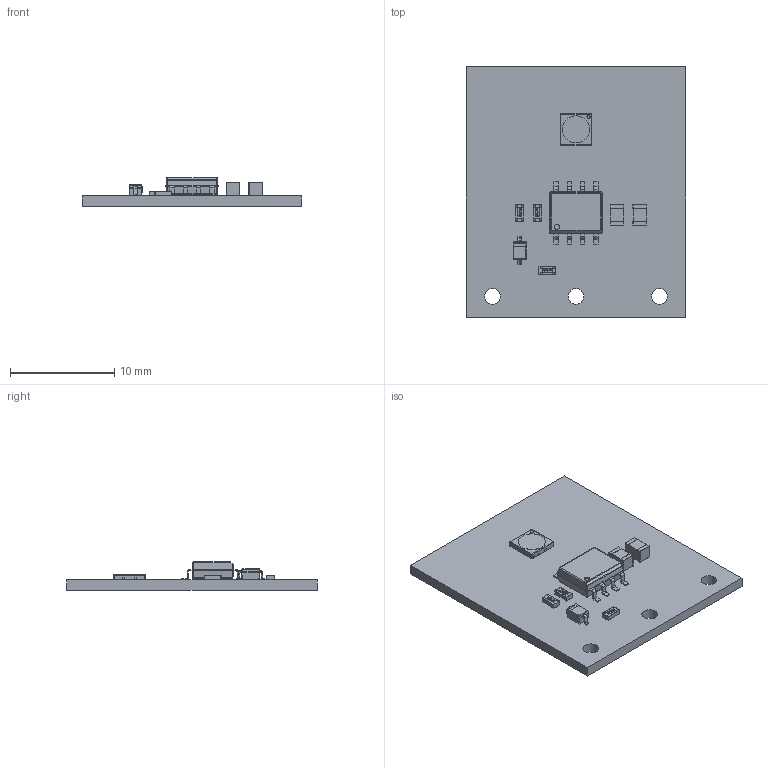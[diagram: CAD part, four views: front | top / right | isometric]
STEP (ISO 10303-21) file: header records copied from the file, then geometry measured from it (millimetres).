
FILE_DESCRIPTION(('Open CASCADE Model'),'2;1');
FILE_NAME('Open CASCADE Shape Model','2024-10-17T20:12:52',('Author'),( 'Open CASCADE'),'Open CASCADE STEP processor 6.8','Open CASCADE 6.8' ,'Unknown');
FILE_SCHEMA(('AUTOMOTIVE_DESIGN { 1 0 10303 214 1 1 1 1 }'));
Length unit declared in the file: millimetre
Products named in the file (1): PCB
Bounding box: 21 x 24 x 2.75 mm (x, y, z)
Volume: 532.8 mm3; surface area: 1292.4 mm2
Topology: 25 solids, 170 shells, 686 faces, 2230 edges, 1698 vertices
Faces by surface type: plane 455, cylinder 169, sphere 54, bspline 8
Full cylindrical faces by diameter (mm): 0.3 x1, 0.5 x1, 1.5 x3, 2.6 x1
Entity records: 26572 total; most frequent: CARTESIAN_POINT 6441, DIRECTION 3718, ORIENTED_EDGE 3273, EDGE_CURVE 2188, LINE 1724, VECTOR 1724, VERTEX_POINT 1698, AXIS2_PLACEMENT_3D 997
